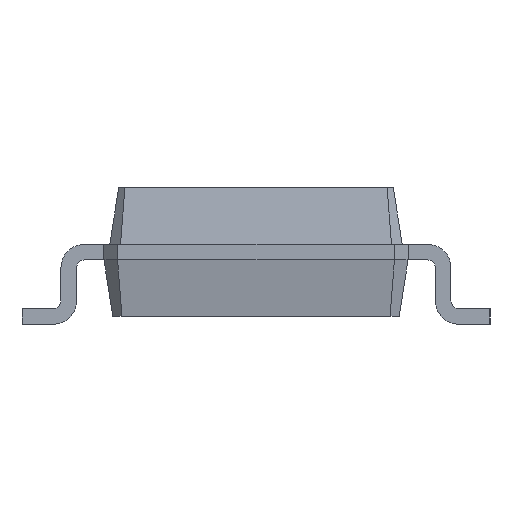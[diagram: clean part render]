
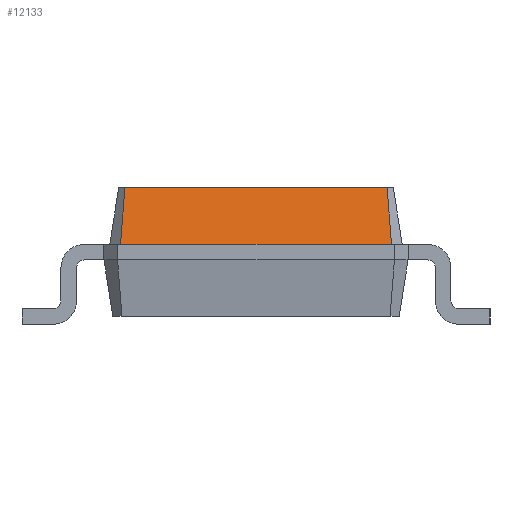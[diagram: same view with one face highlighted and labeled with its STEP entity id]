
A CAD part, left-side view. The second image highlights one B-rep face of the part: STEP entity #12133.
In plain terms, the highlighted free-form (B-spline) face has degree [1, 1] with [2, 2] control points.
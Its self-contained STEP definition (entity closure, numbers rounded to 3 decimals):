
#3812 = B_SPLINE_SURFACE_WITH_KNOTS('',1,1,(
    (#3813,#3814)
    ,(#3815,#3816
    )),.UNSPECIFIED.,.F.,.F.,.F.,(2,2),(2,2),(0.,0.194),(0.,1.)
  ,.PIECEWISE_BEZIER_KNOTS.);
#3813 = CARTESIAN_POINT('',(-4.738,-1.875,1.025));
#3814 = CARTESIAN_POINT('',(-4.68,-1.76,1.75));
#3815 = CARTESIAN_POINT('',(-4.875,-1.738,1.025));
#3816 = CARTESIAN_POINT('',(-4.76,-1.68,1.75));
#3839 = PLANE('',#3840);
#3840 = AXIS2_PLACEMENT_3D('',#3841,#3842,#3843);
#3841 = CARTESIAN_POINT('',(-4.76,-1.68,1.75));
#3842 = DIRECTION('',(0.,0.,1.));
#3843 = DIRECTION('',(0.943,0.333,0.));
#8968 = EDGE_CURVE('',#8969,#8971,#8973,.T.);
#8969 = VERTEX_POINT('',#8970);
#8970 = CARTESIAN_POINT('',(-4.76,-1.68,1.75));
#8971 = VERTEX_POINT('',#8972);
#8972 = CARTESIAN_POINT('',(-4.76,1.68,1.75));
#8973 = SURFACE_CURVE('',#8974,(#8978,#8985),.PCURVE_S1.);
#8974 = LINE('',#8975,#8976);
#8975 = CARTESIAN_POINT('',(-4.76,-1.68,1.75));
#8976 = VECTOR('',#8977,1.);
#8977 = DIRECTION('',(0.,1.,0.));
#8978 = PCURVE('',#3839,#8979);
#8979 = DEFINITIONAL_REPRESENTATION('',(#8980),#8984);
#8980 = LINE('',#8981,#8982);
#8981 = CARTESIAN_POINT('',(0.,0.));
#8982 = VECTOR('',#8983,1.);
#8983 = DIRECTION('',(0.333,0.943));
#8984 = ( GEOMETRIC_REPRESENTATION_CONTEXT(2) 
PARAMETRIC_REPRESENTATION_CONTEXT() REPRESENTATION_CONTEXT('2D SPACE',''
  ) );
#8985 = PCURVE('',#8986,#8991);
#8986 = B_SPLINE_SURFACE_WITH_KNOTS('',1,1,(
    (#8987,#8988)
    ,(#8989,#8990
    )),.UNSPECIFIED.,.F.,.F.,.F.,(2,2),(2,2),(0.,3.475),(0.,1.),
  .PIECEWISE_BEZIER_KNOTS.);
#8987 = CARTESIAN_POINT('',(-4.875,-1.738,1.025));
#8988 = CARTESIAN_POINT('',(-4.76,-1.68,1.75));
#8989 = CARTESIAN_POINT('',(-4.875,1.738,1.025));
#8990 = CARTESIAN_POINT('',(-4.76,1.68,1.75));
#8991 = DEFINITIONAL_REPRESENTATION('',(#8992),#8995);
#8992 = B_SPLINE_CURVE_WITH_KNOTS('',1,(#8993,#8994),.UNSPECIFIED.,.F.,
  .F.,(2,2),(0.,3.36),.PIECEWISE_BEZIER_KNOTS.);
#8993 = CARTESIAN_POINT('',(0.,1.));
#8994 = CARTESIAN_POINT('',(3.475,1.));
#8995 = ( GEOMETRIC_REPRESENTATION_CONTEXT(2) 
PARAMETRIC_REPRESENTATION_CONTEXT() REPRESENTATION_CONTEXT('2D SPACE',''
  ) );
#9109 = B_SPLINE_SURFACE_WITH_KNOTS('',1,1,(
    (#9110,#9111)
    ,(#9112,#9113
    )),.UNSPECIFIED.,.F.,.F.,.F.,(2,2),(2,2),(0.,0.194),(0.,1.)
  ,.PIECEWISE_BEZIER_KNOTS.);
#9110 = CARTESIAN_POINT('',(-4.875,1.738,1.025));
#9111 = CARTESIAN_POINT('',(-4.76,1.68,1.75));
#9112 = CARTESIAN_POINT('',(-4.738,1.875,1.025));
#9113 = CARTESIAN_POINT('',(-4.68,1.76,1.75));
#9155 = VERTEX_POINT('',#9156);
#9156 = CARTESIAN_POINT('',(-4.875,-1.738,1.025));
#9176 = EDGE_CURVE('',#9155,#8969,#9177,.T.);
#9177 = SURFACE_CURVE('',#9178,(#9181,#9188),.PCURVE_S1.);
#9178 = B_SPLINE_CURVE_WITH_KNOTS('',1,(#9179,#9180),.UNSPECIFIED.,.F.,
  .F.,(2,2),(0.,1.),.PIECEWISE_BEZIER_KNOTS.);
#9179 = CARTESIAN_POINT('',(-4.875,-1.738,1.025));
#9180 = CARTESIAN_POINT('',(-4.76,-1.68,1.75));
#9181 = PCURVE('',#3812,#9182);
#9182 = DEFINITIONAL_REPRESENTATION('',(#9183),#9187);
#9183 = LINE('',#9184,#9185);
#9184 = CARTESIAN_POINT('',(0.194,0.));
#9185 = VECTOR('',#9186,1.);
#9186 = DIRECTION('',(0.,1.));
#9187 = ( GEOMETRIC_REPRESENTATION_CONTEXT(2) 
PARAMETRIC_REPRESENTATION_CONTEXT() REPRESENTATION_CONTEXT('2D SPACE',''
  ) );
#9188 = PCURVE('',#8986,#9189);
#9189 = DEFINITIONAL_REPRESENTATION('',(#9190),#9194);
#9190 = LINE('',#9191,#9192);
#9191 = CARTESIAN_POINT('',(0.,0.));
#9192 = VECTOR('',#9193,1.);
#9193 = DIRECTION('',(0.,1.));
#9194 = ( GEOMETRIC_REPRESENTATION_CONTEXT(2) 
PARAMETRIC_REPRESENTATION_CONTEXT() REPRESENTATION_CONTEXT('2D SPACE',''
  ) );
#9577 = B_SPLINE_SURFACE_WITH_KNOTS('',1,1,(
    (#9578,#9579)
    ,(#9580,#9581
    )),.UNSPECIFIED.,.F.,.F.,.F.,(2,2),(2,2),(0.,3.55),(0.,1.),
  .PIECEWISE_BEZIER_KNOTS.);
#9578 = CARTESIAN_POINT('',(-4.95,-1.775,1.025));
#9579 = CARTESIAN_POINT('',(-4.875,-1.738,1.025));
#9580 = CARTESIAN_POINT('',(-4.95,1.775,1.025));
#9581 = CARTESIAN_POINT('',(-4.875,1.738,1.025));
#12133 = ADVANCED_FACE('',(#12134),#8986,.F.);
#12134 = FACE_BOUND('',#12135,.F.);
#12135 = EDGE_LOOP('',(#12136,#12158,#12178,#12179));
#12136 = ORIENTED_EDGE('',*,*,#12137,.T.);
#12137 = EDGE_CURVE('',#9155,#12138,#12140,.T.);
#12138 = VERTEX_POINT('',#12139);
#12139 = CARTESIAN_POINT('',(-4.875,1.738,1.025));
#12140 = SURFACE_CURVE('',#12141,(#12145,#12152),.PCURVE_S1.);
#12141 = LINE('',#12142,#12143);
#12142 = CARTESIAN_POINT('',(-4.875,-1.738,1.025));
#12143 = VECTOR('',#12144,1.);
#12144 = DIRECTION('',(0.,1.,0.));
#12145 = PCURVE('',#8986,#12146);
#12146 = DEFINITIONAL_REPRESENTATION('',(#12147),#12151);
#12147 = LINE('',#12148,#12149);
#12148 = CARTESIAN_POINT('',(0.,0.));
#12149 = VECTOR('',#12150,1.);
#12150 = DIRECTION('',(1.,0.));
#12151 = ( GEOMETRIC_REPRESENTATION_CONTEXT(2) 
PARAMETRIC_REPRESENTATION_CONTEXT() REPRESENTATION_CONTEXT('2D SPACE',''
  ) );
#12152 = PCURVE('',#9577,#12153);
#12153 = DEFINITIONAL_REPRESENTATION('',(#12154),#12157);
#12154 = B_SPLINE_CURVE_WITH_KNOTS('',1,(#12155,#12156),.UNSPECIFIED.,
  .F.,.F.,(2,2),(0.,3.475),.PIECEWISE_BEZIER_KNOTS.);
#12155 = CARTESIAN_POINT('',(0.,1.));
#12156 = CARTESIAN_POINT('',(3.55,1.));
#12157 = ( GEOMETRIC_REPRESENTATION_CONTEXT(2) 
PARAMETRIC_REPRESENTATION_CONTEXT() REPRESENTATION_CONTEXT('2D SPACE',''
  ) );
#12158 = ORIENTED_EDGE('',*,*,#12159,.T.);
#12159 = EDGE_CURVE('',#12138,#8971,#12160,.T.);
#12160 = SURFACE_CURVE('',#12161,(#12164,#12171),.PCURVE_S1.);
#12161 = B_SPLINE_CURVE_WITH_KNOTS('',1,(#12162,#12163),.UNSPECIFIED.,
  .F.,.F.,(2,2),(0.,1.),.PIECEWISE_BEZIER_KNOTS.);
#12162 = CARTESIAN_POINT('',(-4.875,1.738,1.025));
#12163 = CARTESIAN_POINT('',(-4.76,1.68,1.75));
#12164 = PCURVE('',#8986,#12165);
#12165 = DEFINITIONAL_REPRESENTATION('',(#12166),#12170);
#12166 = LINE('',#12167,#12168);
#12167 = CARTESIAN_POINT('',(3.475,0.));
#12168 = VECTOR('',#12169,1.);
#12169 = DIRECTION('',(0.,1.));
#12170 = ( GEOMETRIC_REPRESENTATION_CONTEXT(2) 
PARAMETRIC_REPRESENTATION_CONTEXT() REPRESENTATION_CONTEXT('2D SPACE',''
  ) );
#12171 = PCURVE('',#9109,#12172);
#12172 = DEFINITIONAL_REPRESENTATION('',(#12173),#12177);
#12173 = LINE('',#12174,#12175);
#12174 = CARTESIAN_POINT('',(0.,0.));
#12175 = VECTOR('',#12176,1.);
#12176 = DIRECTION('',(0.,1.));
#12177 = ( GEOMETRIC_REPRESENTATION_CONTEXT(2) 
PARAMETRIC_REPRESENTATION_CONTEXT() REPRESENTATION_CONTEXT('2D SPACE',''
  ) );
#12178 = ORIENTED_EDGE('',*,*,#8968,.F.);
#12179 = ORIENTED_EDGE('',*,*,#9176,.F.);
